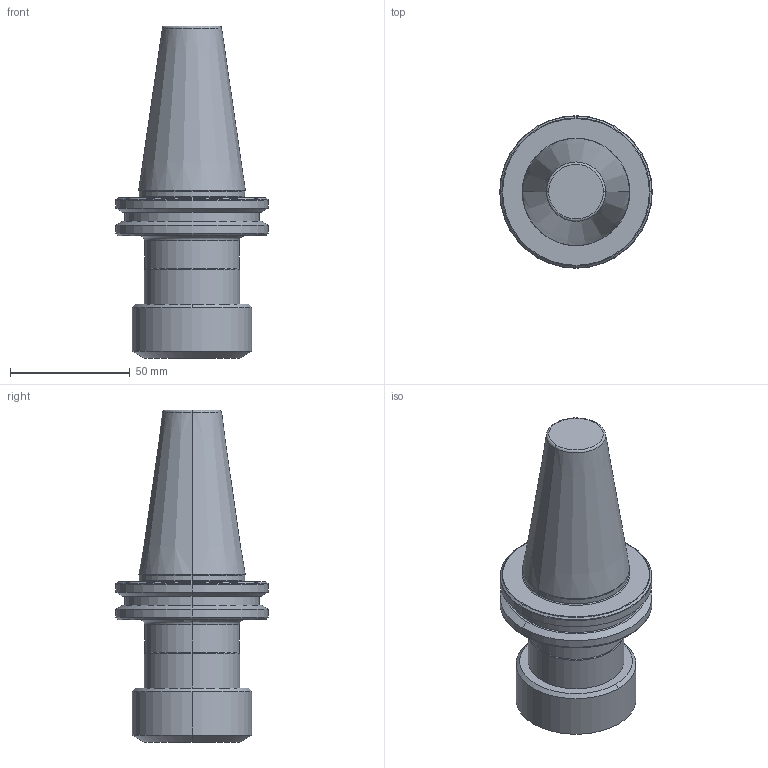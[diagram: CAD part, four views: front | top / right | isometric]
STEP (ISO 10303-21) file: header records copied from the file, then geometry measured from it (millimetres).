
FILE_DESCRIPTION (( 'STEP AP203' ), '1' );
FILE_NAME ('SK 40 ER 32 070 AD-6.3G15000 SL.STEP', '2019-04-25T09:18:56', ( '' ), ( '' ), 'SwSTEP 2.0', 'SolidWorks 2014', '' );
FILE_SCHEMA (( 'CONFIG_CONTROL_DESIGN' ));
Length unit declared in the file: millimetre
Products named in the file (1): SK 40 ER 32 070 AD-6.3G15000 SL
Bounding box: 63.54 x 63.54 x 138.4 mm (x, y, z)
Volume: 195424.8 mm3; surface area: 24882.3 mm2
Topology: 1 solids, 1 shells, 53 faces, 106 edges, 60 vertices
Faces by surface type: cone 18, cylinder 14, torus 8, plane 7, bspline 6
Entity records: 1561 total; most frequent: CARTESIAN_POINT 382, DIRECTION 260, ORIENTED_EDGE 212, AXIS2_PLACEMENT_3D 114, EDGE_CURVE 106, CIRCLE 66, VERTEX_POINT 60, EDGE_LOOP 58
